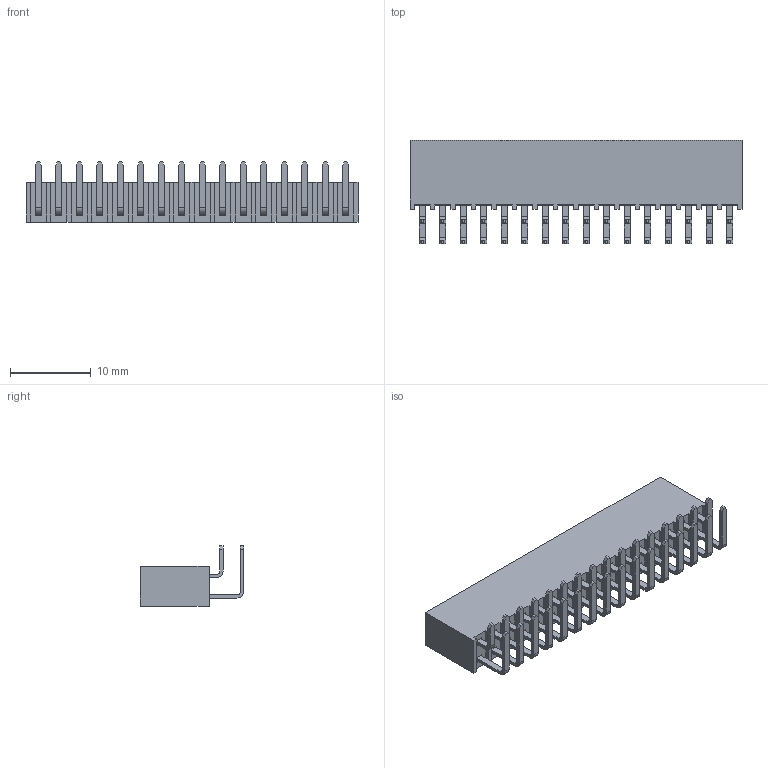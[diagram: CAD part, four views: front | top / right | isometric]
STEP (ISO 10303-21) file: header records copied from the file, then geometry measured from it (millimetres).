
FILE_DESCRIPTION (( 'STEP AP214' ), '1' );
FILE_NAME ('SSW-116-02-G-D-RA.STEP', '2017-10-22T19:32:18', ( '' ), ( '' ), 'SwSTEP 2.0', 'SolidWorks 2014', '' );
FILE_SCHEMA (( 'AUTOMOTIVE_DESIGN' ));
Length unit declared in the file: inch
Products named in the file (3): _SSW-116-02-G-D-RA_pin; _SSW-116-02-G-D-RA_terminal; SSW-116-02-G-D-RA
Assembly tree (2 placements, depth 2):
  SSW-116-02-G-D-RA
    _SSW-116-02-G-D-RA_terminal
    _SSW-116-02-G-D-RA_pin
Bounding box: 41.15 x 12.78 x 7.48 mm (x, y, z)
Volume: 1597.2 mm3; surface area: 2943.8 mm2
Topology: 2 solids, 2 shells, 556 faces, 1560 edges, 1040 vertices
Faces by surface type: plane 492, cylinder 64
Entity records: 25132 total; most frequent: CARTESIAN_POINT 3161, ORIENTED_EDGE 3120, DIRECTION 2810, EDGE_CURVE 1560, LINE 1432, VECTOR 1432, VERTEX_POINT 1040, AXIS2_PLACEMENT_3D 689
